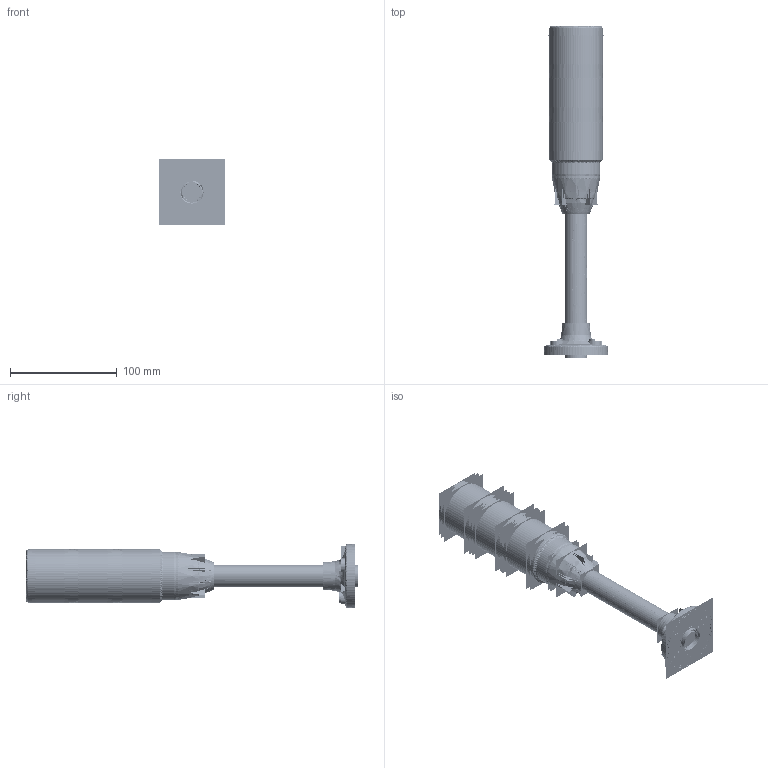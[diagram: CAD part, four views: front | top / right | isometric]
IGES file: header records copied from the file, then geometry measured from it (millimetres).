
Start section:  PTC IGES file: 212229.igs
Global section: file name: 212229.igs; native system: Creo Parametric by PTC Inc.; preprocessor: 2018300; author: pdmadmin; organization: Unknown; date: 20190522.101700; units: millimetre
Bounding box: 62.4 x 310.25 x 62.44 mm (x, y, z)
Volume: 135265.5 mm3; surface area: 1172625.8 mm2
Topology: 12 solids, 12 shells, 3298 faces, 16736 edges, 21021 vertices
Faces by surface type: bspline 1764, revolution 1534
